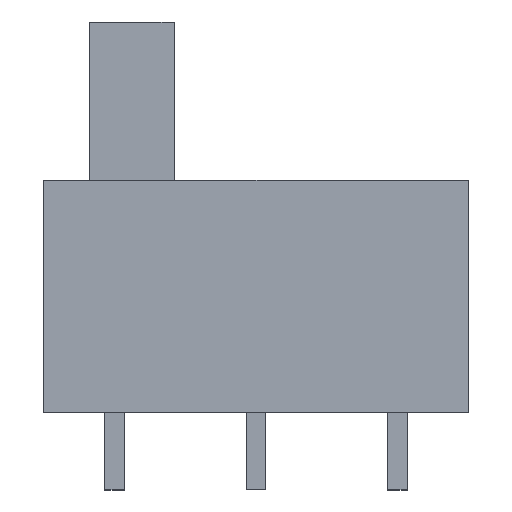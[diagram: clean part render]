
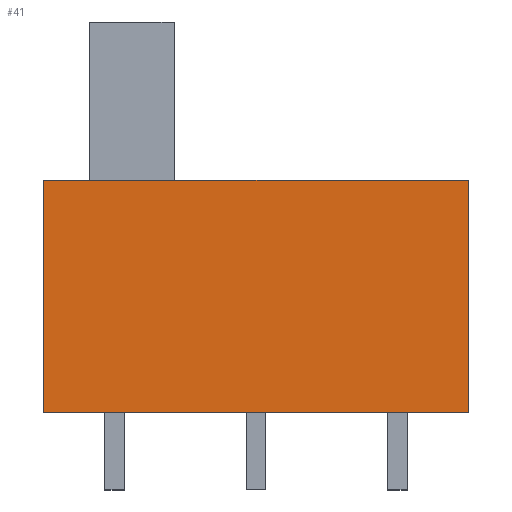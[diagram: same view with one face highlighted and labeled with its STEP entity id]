
A CAD part, top view. The second image highlights one B-rep face of the part: STEP entity #41.
In plain terms, the highlighted planar face has unit normal (0, 0, 1).
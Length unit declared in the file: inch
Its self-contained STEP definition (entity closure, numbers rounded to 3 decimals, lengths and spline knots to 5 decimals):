
#21 = EDGE_CURVE ( 'NONE', #212, #211, #163, .T. ) ;
#29 = EDGE_CURVE ( 'NONE', #237, #231, #155, .T. ) ;
#41 = ADVANCED_FACE ( 'NONE', ( #140 ), #664, .F. ) ;
#86 = ORIENTED_EDGE ( 'NONE', *, *, #804, .F. ) ;
#94 = LINE ( 'NONE', #558, #444 ) ;
#134 = LINE ( 'NONE', #468, #405 ) ;
#140 = FACE_OUTER_BOUND ( 'NONE', #253, .T. ) ;
#155 = LINE ( 'NONE', #706, #388 ) ;
#163 = LINE ( 'NONE', #680, #380 ) ;
#211 = VERTEX_POINT ( 'NONE', #636 ) ;
#212 = VERTEX_POINT ( 'NONE', #635 ) ;
#231 = VERTEX_POINT ( 'NONE', #612 ) ;
#237 = VERTEX_POINT ( 'NONE', #447 ) ;
#253 = EDGE_LOOP ( 'NONE', ( #279, #86, #346, #341 ) ) ;
#279 = ORIENTED_EDGE ( 'NONE', *, *, #29, .T. ) ;
#341 = ORIENTED_EDGE ( 'NONE', *, *, #595, .T. ) ;
#346 = ORIENTED_EDGE ( 'NONE', *, *, #21, .F. ) ;
#380 = VECTOR ( 'NONE', #679, 39.37008 ) ;
#388 = VECTOR ( 'NONE', #695, 39.37008 ) ;
#395 = AXIS2_PLACEMENT_3D ( 'NONE', #663, #661, #717 ) ;
#405 = VECTOR ( 'NONE', #469, 39.37008 ) ;
#444 = VECTOR ( 'NONE', #559, 39.37008 ) ;
#447 = CARTESIAN_POINT ( 'NONE',  ( -0.30065, 0., 0.09115 ) ) ;
#468 = CARTESIAN_POINT ( 'NONE',  ( -0.30065, 0.328, 0.09115 ) ) ;
#469 = DIRECTION ( 'NONE',  ( 0., -1., 0. ) ) ;
#558 = CARTESIAN_POINT ( 'NONE',  ( 0.30065, 0.328, 0.09115 ) ) ;
#559 = DIRECTION ( 'NONE',  ( 0., -1., 0. ) ) ;
#595 = EDGE_CURVE ( 'NONE', #212, #237, #134, .T. ) ;
#612 = CARTESIAN_POINT ( 'NONE',  ( 0.30065, 0., 0.09115 ) ) ;
#635 = CARTESIAN_POINT ( 'NONE',  ( -0.30065, 0.328, 0.09115 ) ) ;
#636 = CARTESIAN_POINT ( 'NONE',  ( 0.30065, 0.328, 0.09115 ) ) ;
#661 = DIRECTION ( 'NONE',  ( 0., 0., -1. ) ) ;
#663 = CARTESIAN_POINT ( 'NONE',  ( -0.30065, 0.328, 0.09115 ) ) ;
#664 = PLANE ( 'NONE',  #395 ) ;
#679 = DIRECTION ( 'NONE',  ( 1., 0., 0. ) ) ;
#680 = CARTESIAN_POINT ( 'NONE',  ( -0.30065, 0.328, 0.09115 ) ) ;
#695 = DIRECTION ( 'NONE',  ( 1., 0., 0. ) ) ;
#706 = CARTESIAN_POINT ( 'NONE',  ( -0.30065, 0., 0.09115 ) ) ;
#717 = DIRECTION ( 'NONE',  ( -1., 0., 0. ) ) ;
#804 = EDGE_CURVE ( 'NONE', #211, #231, #94, .T. ) ;
